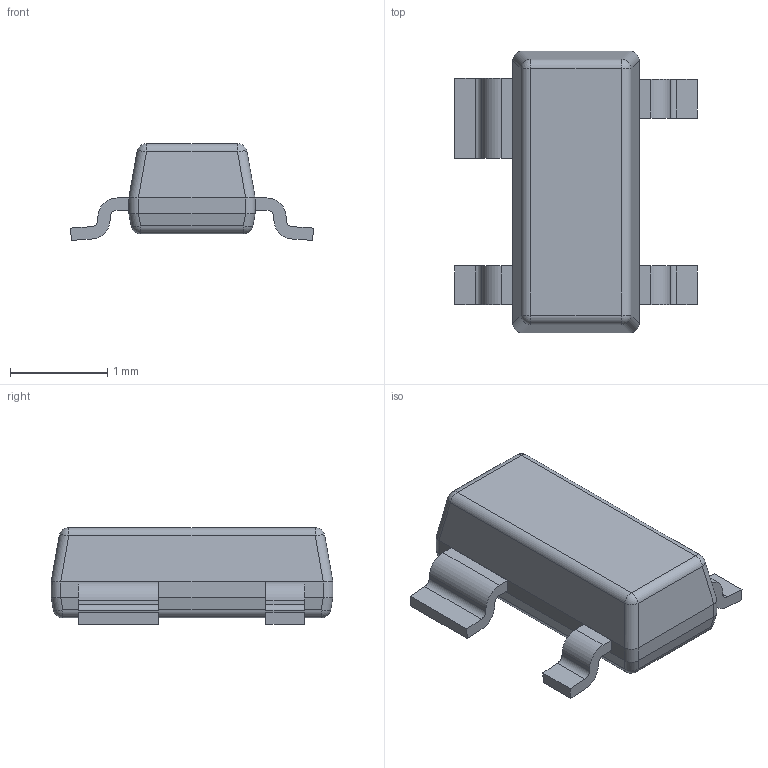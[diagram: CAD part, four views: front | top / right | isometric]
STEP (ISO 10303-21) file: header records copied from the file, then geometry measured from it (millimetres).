
FILE_DESCRIPTION((''),'2;1');
FILE_NAME('DZD0004A_ASM','2021-09-24T09:50:45',('a0412086'),(''),'CREO PARAMETRIC BY PTC INC, 2018500','CREO PARAMETRIC BY PTC INC, 2018500','');
FILE_SCHEMA(('CONFIG_CONTROL_DESIGN','SHAPE_APPEARANCE_LAYERS_GROUPS'));
Length unit declared in the file: millimetre
Products named in the file (4): BODY-SOT; LEAD-SOT; LEAD2-SOT; DZD0004A_ASM
Assembly tree (5 placements, depth 2):
  DZD0004A_ASM
    BODY-SOT
    LEAD-SOT  x3
    LEAD2-SOT
Bounding box: 2.5 x 2.9 x 1 mm (x, y, z)
Volume: 3.4 mm3; surface area: 17.9 mm2
Topology: 5 solids, 5 shells, 98 faces, 240 edges, 152 vertices
Faces by surface type: plane 54, cylinder 36, sphere 8
Entity records: 2736 total; most frequent: CARTESIAN_POINT 457, DIRECTION 342, ORIENTED_EDGE 336, PRESENTATION_STYLE_ASSIGNMENT 171, STYLED_ITEM 171, CURVE_STYLE 168, EDGE_CURVE 168, AXIS2_PLACEMENT_3D 119
